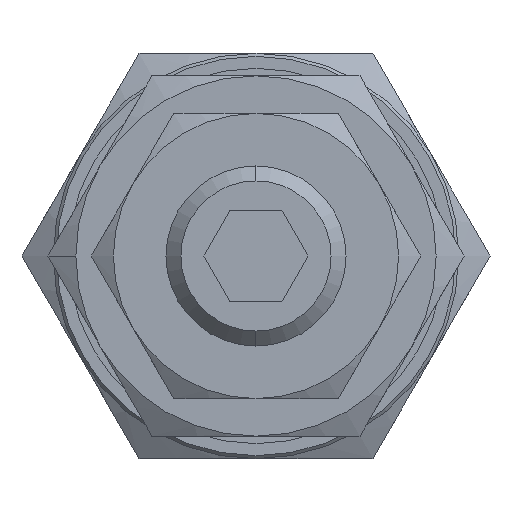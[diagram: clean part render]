
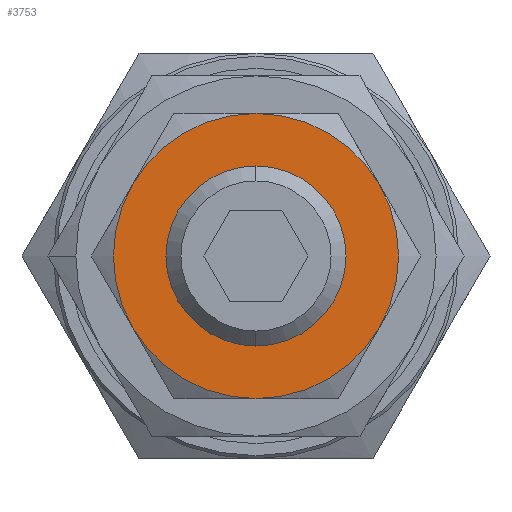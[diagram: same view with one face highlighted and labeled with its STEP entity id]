
A CAD part, left-side view. The second image highlights one B-rep face of the part: STEP entity #3753.
In plain terms, the highlighted planar face has unit normal (-1, 0, 0).
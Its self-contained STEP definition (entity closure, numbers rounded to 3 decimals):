
#47 = ORIENTED_EDGE ( 'NONE', *, *, #10410, .F. ) ;
#85 = CARTESIAN_POINT ( 'NONE',  ( -61.099, 0.131, -4.75 ) ) ;
#92 = ORIENTED_EDGE ( 'NONE', *, *, #4072, .F. ) ;
#298 = AXIS2_PLACEMENT_3D ( 'NONE', #7866, #3018, #8670 ) ;
#316 = DIRECTION ( 'NONE',  ( 0., 0., -1. ) ) ;
#554 = ORIENTED_EDGE ( 'NONE', *, *, #7057, .F. ) ;
#601 = DIRECTION ( 'NONE',  ( 0., 0., -1. ) ) ;
#683 = CIRCLE ( 'NONE', #3907, 9.5 ) ;
#1350 = FACE_OUTER_BOUND ( 'NONE', #9468, .T. ) ;
#1478 = VERTEX_POINT ( 'NONE', #8351 ) ;
#1740 = AXIS2_PLACEMENT_3D ( 'NONE', #9282, #4459, #10071 ) ;
#1796 = CARTESIAN_POINT ( 'NONE',  ( -61.099, 0.131, 4.75 ) ) ;
#1827 = AXIS2_PLACEMENT_3D ( 'NONE', #9957, #5149, #316 ) ;
#1948 = DIRECTION ( 'NONE',  ( 1., 0., 0. ) ) ;
#2002 = VERTEX_POINT ( 'NONE', #8266 ) ;
#2187 = PLANE ( 'NONE',  #10299 ) ;
#2206 = VERTEX_POINT ( 'NONE', #4736 ) ;
#2401 = VERTEX_POINT ( 'NONE', #1796 ) ;
#2635 = CIRCLE ( 'NONE', #1827, 9.5 ) ;
#2683 = CIRCLE ( 'NONE', #3796, 9.5 ) ;
#2942 = ORIENTED_EDGE ( 'NONE', *, *, #9462, .F. ) ;
#2994 = DIRECTION ( 'NONE',  ( 0., 0., -1. ) ) ;
#3018 = DIRECTION ( 'NONE',  ( 1., 0., 0. ) ) ;
#3753 = ADVANCED_FACE ( 'NONE', ( #1350 ), #2187, .F. ) ;
#3796 = AXIS2_PLACEMENT_3D ( 'NONE', #10259, #5454, #601 ) ;
#3907 = AXIS2_PLACEMENT_3D ( 'NONE', #6806, #1948, #7615 ) ;
#4072 = EDGE_CURVE ( 'NONE', #2206, #7857, #2635, .T. ) ;
#4456 = ORIENTED_EDGE ( 'NONE', *, *, #5560, .T. ) ;
#4459 = DIRECTION ( 'NONE',  ( -1., 0., 0. ) ) ;
#4539 = DIRECTION ( 'NONE',  ( 1., 0., 0. ) ) ;
#4736 = CARTESIAN_POINT ( 'NONE',  ( -61.099, 16.585, -4.75 ) ) ;
#4823 = CARTESIAN_POINT ( 'NONE',  ( -61.099, 16.585, 4.75 ) ) ;
#5149 = DIRECTION ( 'NONE',  ( 1., 0., 0. ) ) ;
#5397 = CARTESIAN_POINT ( 'NONE',  ( -61.099, 24.813, 9.5 ) ) ;
#5454 = DIRECTION ( 'NONE',  ( 1., 0., 0. ) ) ;
#5461 = CIRCLE ( 'NONE', #1740, 9.5 ) ;
#5560 = EDGE_CURVE ( 'NONE', #1478, #7857, #5461, .T. ) ;
#5639 = CIRCLE ( 'NONE', #6497, 9.5 ) ;
#6126 = CIRCLE ( 'NONE', #298, 9.5 ) ;
#6497 = AXIS2_PLACEMENT_3D ( 'NONE', #9356, #4539, #10145 ) ;
#6806 = CARTESIAN_POINT ( 'NONE',  ( -61.099, 8.358, 0. ) ) ;
#7057 = EDGE_CURVE ( 'NONE', #1478, #2401, #5639, .T. ) ;
#7477 = EDGE_CURVE ( 'NONE', #2401, #10133, #683, .T. ) ;
#7505 = ORIENTED_EDGE ( 'NONE', *, *, #7477, .F. ) ;
#7615 = DIRECTION ( 'NONE',  ( 0., 0., -1. ) ) ;
#7846 = DIRECTION ( 'NONE',  ( 1., 0., 0. ) ) ;
#7857 = VERTEX_POINT ( 'NONE', #4823 ) ;
#7866 = CARTESIAN_POINT ( 'NONE',  ( -61.099, 8.358, 0. ) ) ;
#8266 = CARTESIAN_POINT ( 'NONE',  ( -61.099, 8.358, -9.5 ) ) ;
#8351 = CARTESIAN_POINT ( 'NONE',  ( -61.099, 8.358, 9.5 ) ) ;
#8670 = DIRECTION ( 'NONE',  ( 0., 0., -1. ) ) ;
#9282 = CARTESIAN_POINT ( 'NONE',  ( -61.099, 8.358, 0. ) ) ;
#9356 = CARTESIAN_POINT ( 'NONE',  ( -61.099, 8.358, 0. ) ) ;
#9462 = EDGE_CURVE ( 'NONE', #10133, #2002, #2683, .T. ) ;
#9468 = EDGE_LOOP ( 'NONE', ( #47, #2942, #7505, #554, #4456, #92 ) ) ;
#9957 = CARTESIAN_POINT ( 'NONE',  ( -61.099, 8.358, 0. ) ) ;
#10071 = DIRECTION ( 'NONE',  ( 0., 0., 1. ) ) ;
#10133 = VERTEX_POINT ( 'NONE', #85 ) ;
#10145 = DIRECTION ( 'NONE',  ( 0., 0., -1. ) ) ;
#10259 = CARTESIAN_POINT ( 'NONE',  ( -61.099, 8.358, 0. ) ) ;
#10299 = AXIS2_PLACEMENT_3D ( 'NONE', #5397, #7846, #2994 ) ;
#10410 = EDGE_CURVE ( 'NONE', #2002, #2206, #6126, .T. ) ;
